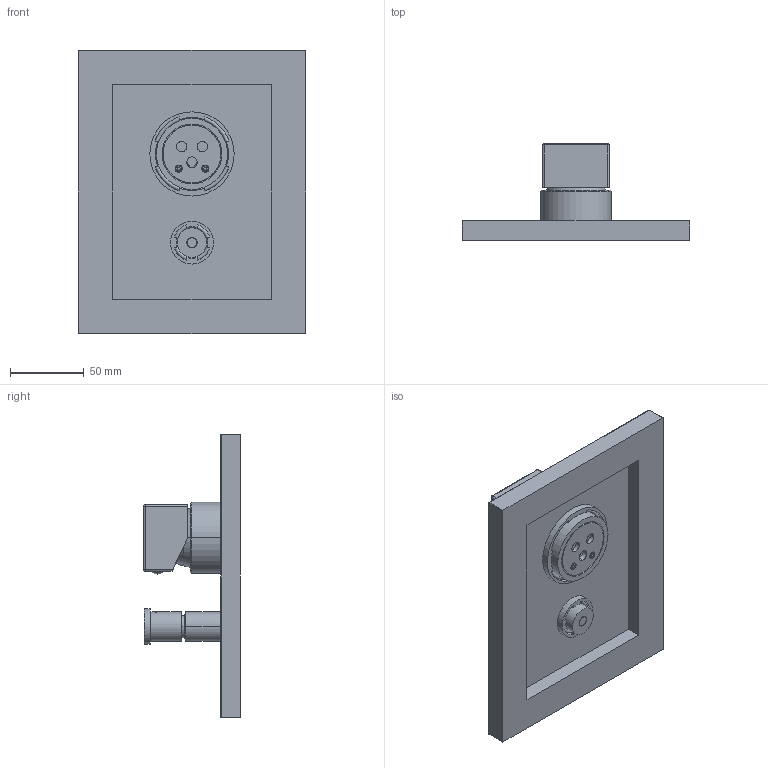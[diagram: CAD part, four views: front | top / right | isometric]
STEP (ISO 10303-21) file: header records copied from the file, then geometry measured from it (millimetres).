
FILE_DESCRIPTION((''),'2;1');
FILE_NAME('LECBOX015CR','2021-11-02T15:37:11',('ut3'),('PAFFONI SpA'),'CREO PARAMETRIC BY PTC INC, 2020044','CREO PARAMETRIC BY PTC INC, 2020044','');
FILE_SCHEMA(('CONFIG_CONTROL_DESIGN','SHAPE_APPEARANCE_LAYERS_GROUPS'));
Length unit declared in the file: millimetre
Products named in the file (1): LECBOX015CR
Bounding box: 154 x 65.6 x 192 mm (x, y, z)
Volume: 329051.5 mm3; surface area: 126144.1 mm2
Topology: 5 solids, 5 shells, 1092 faces, 2951 edges, 1879 vertices
Faces by surface type: plane 654, cylinder 279, torus 72, cone 69, sphere 16, bspline 2
Entity records: 44606 total; most frequent: CARTESIAN_POINT 9504, ORIENTED_EDGE 5874, DIRECTION 5569, EDGE_CURVE 2937, AXIS2_PLACEMENT_3D 1937, VERTEX_POINT 1879, VECTOR 1695, LINE 1695
